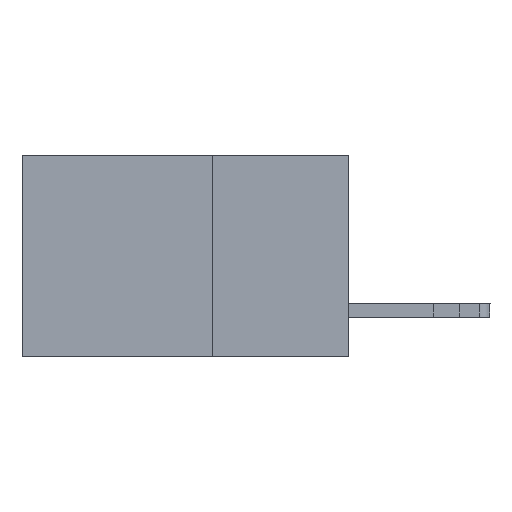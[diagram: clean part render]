
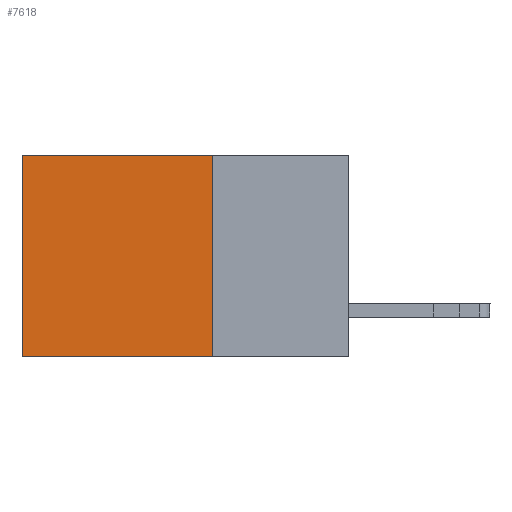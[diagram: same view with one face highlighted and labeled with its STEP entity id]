
A CAD part, left-side view. The second image highlights one B-rep face of the part: STEP entity #7618.
In plain terms, the highlighted planar face has unit normal (-1, 0, 0).
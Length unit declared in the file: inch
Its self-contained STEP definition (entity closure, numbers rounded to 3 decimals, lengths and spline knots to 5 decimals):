
#97 = CARTESIAN_POINT ( 'NONE',  ( 0.2615, 0.6, 0. ) ) ;
#517 = EDGE_CURVE ( 'NONE', #11946, #17689, #7818, .T. ) ;
#1557 = DIRECTION ( 'NONE',  ( 0., 0., -1. ) ) ;
#2335 = VERTEX_POINT ( 'NONE', #2529 ) ;
#2484 = CARTESIAN_POINT ( 'NONE',  ( 0.2615, 0.25, -0.37 ) ) ;
#2529 = CARTESIAN_POINT ( 'NONE',  ( 0.2615, 0.25, 0. ) ) ;
#2673 = LINE ( 'NONE', #10939, #20305 ) ;
#4843 = CARTESIAN_POINT ( 'NONE',  ( 0.2615, 0.25, -0.37 ) ) ;
#5014 = DIRECTION ( 'NONE',  ( 0., 0., -1. ) ) ;
#5736 = EDGE_CURVE ( 'NONE', #2335, #7037, #2673, .T. ) ;
#6932 = AXIS2_PLACEMENT_3D ( 'NONE', #13107, #19637, #5014 ) ;
#7037 = VERTEX_POINT ( 'NONE', #97 ) ;
#7581 = LINE ( 'NONE', #16107, #11407 ) ;
#7618 = ADVANCED_FACE ( 'NONE', ( #19729 ), #18125, .F. ) ;
#7731 = EDGE_CURVE ( 'NONE', #2335, #11946, #13861, .T. ) ;
#7818 = LINE ( 'NONE', #4843, #19135 ) ;
#8965 = DIRECTION ( 'NONE',  ( 0., 0., -1. ) ) ;
#9159 = DIRECTION ( 'NONE',  ( 0., 1., 0. ) ) ;
#9823 = CARTESIAN_POINT ( 'NONE',  ( 0.2615, 0.6, -0.37 ) ) ;
#10796 = ORIENTED_EDGE ( 'NONE', *, *, #5736, .T. ) ;
#10939 = CARTESIAN_POINT ( 'NONE',  ( 0.2615, 0.25, 0. ) ) ;
#11407 = VECTOR ( 'NONE', #1557, 39.37008 ) ;
#11549 = DIRECTION ( 'NONE',  ( 0., 1., 0. ) ) ;
#11946 = VERTEX_POINT ( 'NONE', #16420 ) ;
#13107 = CARTESIAN_POINT ( 'NONE',  ( 0.2615, 0.25, -0.37 ) ) ;
#13861 = LINE ( 'NONE', #2484, #15474 ) ;
#15474 = VECTOR ( 'NONE', #8965, 39.37008 ) ;
#16107 = CARTESIAN_POINT ( 'NONE',  ( 0.2615, 0.6, -0.37 ) ) ;
#16420 = CARTESIAN_POINT ( 'NONE',  ( 0.2615, 0.25, -0.37 ) ) ;
#17630 = EDGE_CURVE ( 'NONE', #7037, #17689, #7581, .T. ) ;
#17689 = VERTEX_POINT ( 'NONE', #9823 ) ;
#18125 = PLANE ( 'NONE',  #6932 ) ;
#18903 = ORIENTED_EDGE ( 'NONE', *, *, #517, .F. ) ;
#19096 = ORIENTED_EDGE ( 'NONE', *, *, #7731, .F. ) ;
#19135 = VECTOR ( 'NONE', #11549, 39.37008 ) ;
#19637 = DIRECTION ( 'NONE',  ( 1., 0., 0. ) ) ;
#19729 = FACE_OUTER_BOUND ( 'NONE', #20631, .T. ) ;
#20183 = ORIENTED_EDGE ( 'NONE', *, *, #17630, .T. ) ;
#20305 = VECTOR ( 'NONE', #9159, 39.37008 ) ;
#20631 = EDGE_LOOP ( 'NONE', ( #20183, #18903, #19096, #10796 ) ) ;
